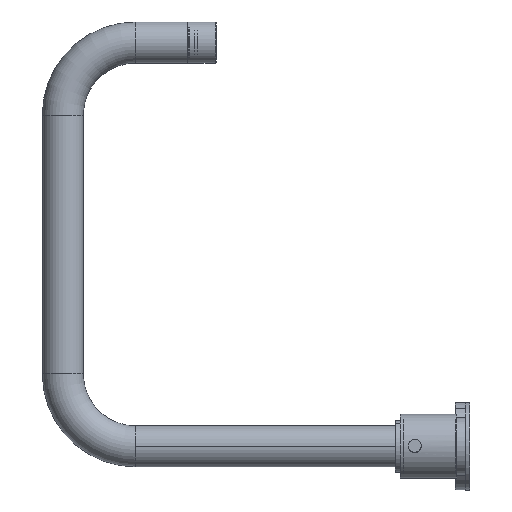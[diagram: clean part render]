
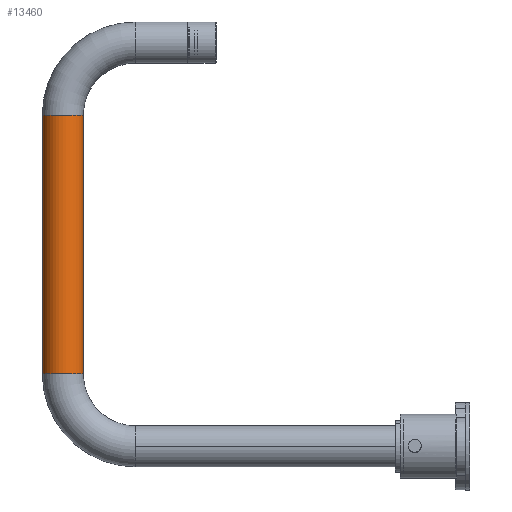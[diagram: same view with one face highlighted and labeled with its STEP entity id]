
A CAD part, left-side view. The second image highlights one B-rep face of the part: STEP entity #13460.
In plain terms, the highlighted cylindrical face has radius 12.7 mm (diameter 25.4 mm), a partial arc.
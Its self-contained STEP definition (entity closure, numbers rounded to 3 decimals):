
#28 = ORIENTED_EDGE ( 'NONE', *, *, #4198, .F. ) ;
#1174 = CARTESIAN_POINT ( 'NONE',  ( -0.151, 284.53, 45. ) ) ;
#2834 = EDGE_LOOP ( 'NONE', ( #28, #27635, #17094, #24223 ) ) ;
#3099 = CARTESIAN_POINT ( 'NONE',  ( -0.686, 271.83, 204.999 ) ) ;
#3178 = DIRECTION ( 'NONE',  ( -0.003, 0., 1. ) ) ;
#3599 = DIRECTION ( 'NONE',  ( 0., -1., 0. ) ) ;
#3750 = EDGE_CURVE ( 'NONE', #25251, #20952, #8110, .T. ) ;
#4015 = DIRECTION ( 'NONE',  ( -0.003, 0., 1. ) ) ;
#4198 = EDGE_CURVE ( 'NONE', #24970, #25251, #5354, .T. ) ;
#4274 = DIRECTION ( 'NONE',  ( 1., 0., 0.003 ) ) ;
#5070 = CARTESIAN_POINT ( 'NONE',  ( -0.151, 297.23, 45. ) ) ;
#5354 = LINE ( 'NONE', #5070, #13050 ) ;
#5845 = DIRECTION ( 'NONE',  ( -0.003, 0., 1. ) ) ;
#6788 = CARTESIAN_POINT ( 'NONE',  ( -0.151, 297.23, 45. ) ) ;
#6894 = CARTESIAN_POINT ( 'NONE',  ( -0.686, 297.23, 204.999 ) ) ;
#8110 = CIRCLE ( 'NONE', #9490, 12.7 ) ;
#9490 = AXIS2_PLACEMENT_3D ( 'NONE', #14021, #5845, #14149 ) ;
#10485 = LINE ( 'NONE', #12894, #15849 ) ;
#11671 = CIRCLE ( 'NONE', #27288, 12.7 ) ;
#12894 = CARTESIAN_POINT ( 'NONE',  ( -0.151, 271.83, 45. ) ) ;
#13050 = VECTOR ( 'NONE', #22189, 1000. ) ;
#13460 = ADVANCED_FACE ( 'NONE', ( #27010 ), #24514, .T. ) ;
#13493 = VERTEX_POINT ( 'NONE', #25330 ) ;
#14021 = CARTESIAN_POINT ( 'NONE',  ( -0.686, 284.53, 204.999 ) ) ;
#14149 = DIRECTION ( 'NONE',  ( 1., 0., 0.003 ) ) ;
#15849 = VECTOR ( 'NONE', #4015, 1000. ) ;
#17028 = AXIS2_PLACEMENT_3D ( 'NONE', #27144, #3178, #3599 ) ;
#17094 = ORIENTED_EDGE ( 'NONE', *, *, #20566, .T. ) ;
#20566 = EDGE_CURVE ( 'NONE', #13493, #20952, #10485, .T. ) ;
#20952 = VERTEX_POINT ( 'NONE', #3099 ) ;
#22189 = DIRECTION ( 'NONE',  ( -0.003, 0., 1. ) ) ;
#24223 = ORIENTED_EDGE ( 'NONE', *, *, #3750, .F. ) ;
#24514 = CYLINDRICAL_SURFACE ( 'NONE', #17028, 12.7 ) ;
#24811 = EDGE_CURVE ( 'NONE', #24970, #13493, #11671, .T. ) ;
#24970 = VERTEX_POINT ( 'NONE', #6788 ) ;
#25251 = VERTEX_POINT ( 'NONE', #6894 ) ;
#25330 = CARTESIAN_POINT ( 'NONE',  ( -0.151, 271.83, 45. ) ) ;
#26844 = DIRECTION ( 'NONE',  ( -0.003, 0., 1. ) ) ;
#27010 = FACE_OUTER_BOUND ( 'NONE', #2834, .T. ) ;
#27144 = CARTESIAN_POINT ( 'NONE',  ( -0.151, 284.53, 45. ) ) ;
#27288 = AXIS2_PLACEMENT_3D ( 'NONE', #1174, #26844, #4274 ) ;
#27635 = ORIENTED_EDGE ( 'NONE', *, *, #24811, .T. ) ;
